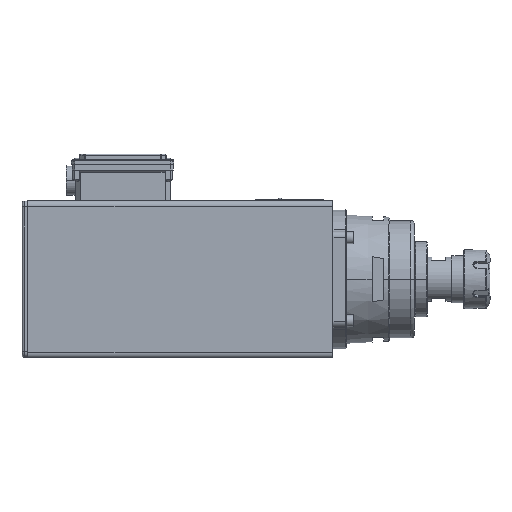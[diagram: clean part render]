
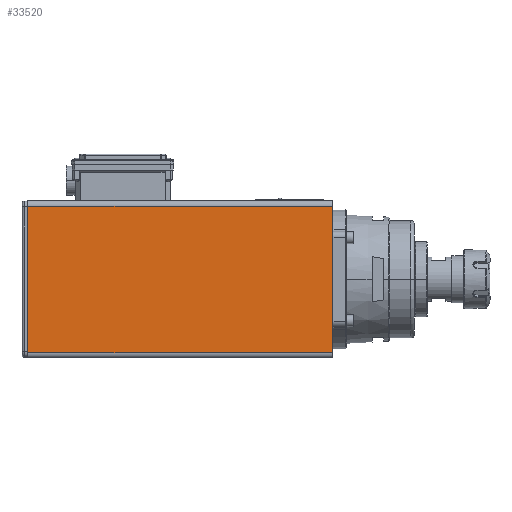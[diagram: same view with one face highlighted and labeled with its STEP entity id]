
A CAD part, left-side view. The second image highlights one B-rep face of the part: STEP entity #33520.
In plain terms, the highlighted planar face has unit normal (-1, 0, 0).
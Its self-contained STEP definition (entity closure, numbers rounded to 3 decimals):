
#32870=CARTESIAN_POINT('',(-60.4,260.,-62.75));
#32871=VERTEX_POINT('',#32870);
#32879=CARTESIAN_POINT('',(-60.4,260.,62.25));
#32880=VERTEX_POINT('',#32879);
#32881=CARTESIAN_POINT('',(-60.4,260.,12345.225));
#32882=DIRECTION('',(0.,0.,-1.));
#32883=VECTOR('',#32882,24690.);
#32884=LINE('',#32881,#32883);
#32885=EDGE_CURVE('',#32880,#32871,#32884,.T.);
#32988=CARTESIAN_POINT('',(-60.4,0.,62.25));
#32989=VERTEX_POINT('',#32988);
#32997=CARTESIAN_POINT('',(-60.4,0.,-62.75));
#32998=VERTEX_POINT('',#32997);
#32999=CARTESIAN_POINT('',(-60.4,0.,12412.25));
#33000=DIRECTION('',(0.,0.,-1.));
#33001=VECTOR('',#33000,24690.);
#33002=LINE('',#32999,#33001);
#33003=EDGE_CURVE('',#32989,#32998,#33002,.T.);
#33499=CARTESIAN_POINT('',(-60.4,260.,67.25));
#33500=DIRECTION('',(-1.,0.,-0.));
#33501=DIRECTION('',(-0.,0.,1.));
#33502=AXIS2_PLACEMENT_3D('',#33499,#33500,#33501);
#33503=PLANE('',#33502);
#33504=ORIENTED_EDGE('',*,*,#32885,.T.);
#33505=CARTESIAN_POINT('',(-60.4,12605.,-62.75));
#33506=DIRECTION('',(-0.,-1.,-0.));
#33507=VECTOR('',#33506,24690.);
#33508=LINE('',#33505,#33507);
#33509=EDGE_CURVE('',#32871,#32998,#33508,.T.);
#33510=ORIENTED_EDGE('',*,*,#33509,.T.);
#33511=ORIENTED_EDGE('',*,*,#33003,.F.);
#33512=CARTESIAN_POINT('',(-60.4,-12085.,62.25));
#33513=DIRECTION('',(0.,1.,0.));
#33514=VECTOR('',#33513,24690.);
#33515=LINE('',#33512,#33514);
#33516=EDGE_CURVE('',#32989,#32880,#33515,.T.);
#33517=ORIENTED_EDGE('',*,*,#33516,.T.);
#33518=EDGE_LOOP('',(#33504,#33510,#33511,#33517));
#33519=FACE_BOUND('',#33518,.T.);
#33520=ADVANCED_FACE('NONE',(#33519),#33503,.T.);
